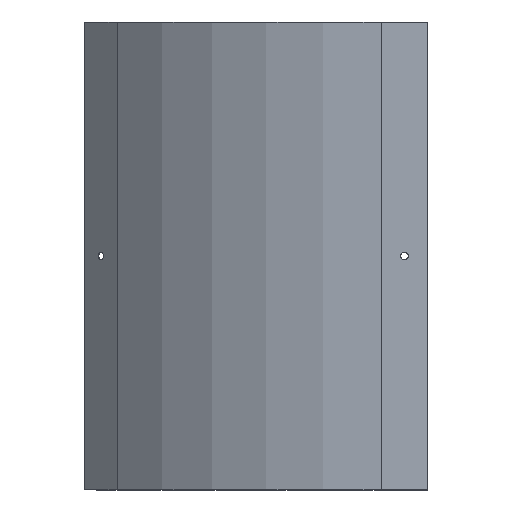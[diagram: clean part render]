
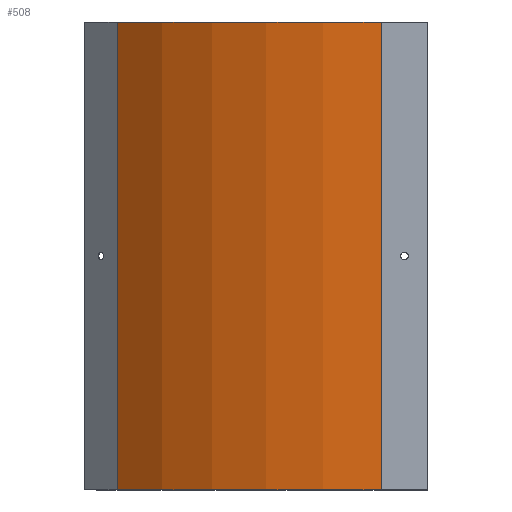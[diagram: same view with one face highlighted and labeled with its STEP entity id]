
A CAD part, left-side view. The second image highlights one B-rep face of the part: STEP entity #508.
In plain terms, the highlighted cylindrical face has radius 240.8 mm (diameter 481.6 mm), a partial arc.
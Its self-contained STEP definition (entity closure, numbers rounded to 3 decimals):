
#21 = DIRECTION ( 'NONE',  ( 1., 0., 0. ) ) ;
#22 = DIRECTION ( 'NONE',  ( 0., 0., -1. ) ) ;
#23 = CARTESIAN_POINT ( 'NONE',  ( 240., 30.048, -301.2 ) ) ;
#27 = DIRECTION ( 'NONE',  ( 1., 0., 0. ) ) ;
#37 = DIRECTION ( 'NONE',  ( 0., 0., -1. ) ) ;
#43 = CARTESIAN_POINT ( 'NONE',  ( -0.8, 30.048, -301.2 ) ) ;
#52 = CARTESIAN_POINT ( 'NONE',  ( 240., 30.048, 0.8 ) ) ;
#70 = DIRECTION ( 'NONE',  ( 0., 0., 1. ) ) ;
#122 = AXIS2_PLACEMENT_3D ( 'NONE', #654, #660, #643 ) ;
#130 = AXIS2_PLACEMENT_3D ( 'NONE', #23, #22, #21 ) ;
#135 = AXIS2_PLACEMENT_3D ( 'NONE', #52, #37, #27 ) ;
#142 = EDGE_CURVE ( 'NONE', #454, #448, #331, .T. ) ;
#153 = EDGE_CURVE ( 'NONE', #467, #454, #302, .T. ) ;
#155 = EDGE_CURVE ( 'NONE', #467, #459, #297, .T. ) ;
#173 = EDGE_CURVE ( 'NONE', #459, #448, #316, .T. ) ;
#246 = CYLINDRICAL_SURFACE ( 'NONE', #122, 240.8 ) ;
#249 = FACE_OUTER_BOUND ( 'NONE', #501, .T. ) ;
#297 = CIRCLE ( 'NONE', #130, 240.8 ) ;
#298 = VECTOR ( 'NONE', #70, 1000. ) ;
#302 = LINE ( 'NONE', #43, #298 ) ;
#316 = LINE ( 'NONE', #702, #321 ) ;
#321 = VECTOR ( 'NONE', #606, 1000. ) ;
#331 = CIRCLE ( 'NONE', #135, 240.8 ) ;
#345 = ORIENTED_EDGE ( 'NONE', *, *, #153, .T. ) ;
#375 = ORIENTED_EDGE ( 'NONE', *, *, #142, .T. ) ;
#376 = ORIENTED_EDGE ( 'NONE', *, *, #173, .F. ) ;
#380 = ORIENTED_EDGE ( 'NONE', *, *, #155, .F. ) ;
#448 = VERTEX_POINT ( 'NONE', #621 ) ;
#454 = VERTEX_POINT ( 'NONE', #706 ) ;
#459 = VERTEX_POINT ( 'NONE', #696 ) ;
#467 = VERTEX_POINT ( 'NONE', #613 ) ;
#501 = EDGE_LOOP ( 'NONE', ( #375, #376, #380, #345 ) ) ;
#508 = ADVANCED_FACE ( 'NONE', ( #249 ), #246, .T. ) ;
#606 = DIRECTION ( 'NONE',  ( 0., 0., 1. ) ) ;
#613 = CARTESIAN_POINT ( 'NONE',  ( -0.8, 30.048, -301.2 ) ) ;
#621 = CARTESIAN_POINT ( 'NONE',  ( 69.729, 200.319, 0.8 ) ) ;
#643 = DIRECTION ( 'NONE',  ( 1., 0., 0. ) ) ;
#654 = CARTESIAN_POINT ( 'NONE',  ( 240., 30.048, -301.2 ) ) ;
#660 = DIRECTION ( 'NONE',  ( 0., 0., 1. ) ) ;
#696 = CARTESIAN_POINT ( 'NONE',  ( 69.729, 200.319, -301.2 ) ) ;
#702 = CARTESIAN_POINT ( 'NONE',  ( 69.729, 200.319, -301.2 ) ) ;
#706 = CARTESIAN_POINT ( 'NONE',  ( -0.8, 30.048, 0.8 ) ) ;
